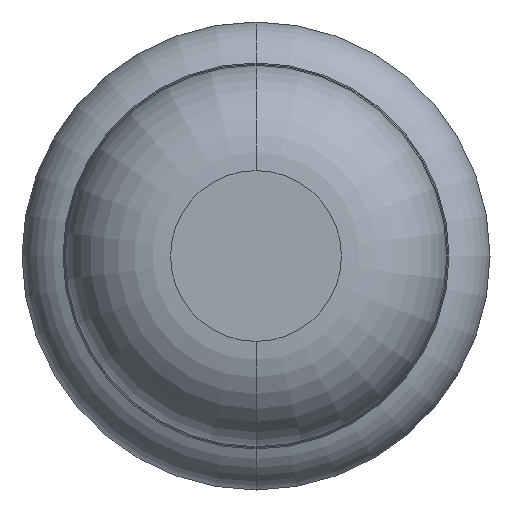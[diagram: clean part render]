
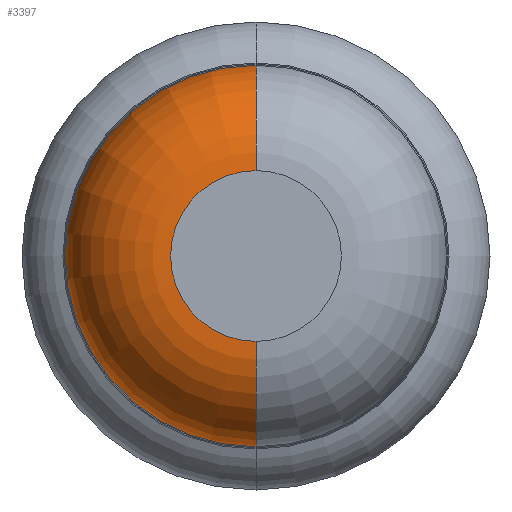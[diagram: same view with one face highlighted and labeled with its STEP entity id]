
A CAD part, front view. The second image highlights one B-rep face of the part: STEP entity #3397.
In plain terms, the highlighted toroidal (fillet/blend) face has major radius 0.365 mm and minor radius 0.45 mm.
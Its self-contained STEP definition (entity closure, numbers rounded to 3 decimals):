
#4 = DIRECTION ( 'NONE',  ( 0., 0., 1. ) ) ;
#211 = TOROIDAL_SURFACE ( 'NONE', #3622, 0.365, 0.45 ) ;
#238 = DIRECTION ( 'NONE',  ( 0., 0., 1. ) ) ;
#735 = DIRECTION ( 'NONE',  ( 0., 1., 0. ) ) ;
#835 = EDGE_CURVE ( 'Defeature ausgef�hrt1_3+Defeature ausgef�hrt1_2+Defeature ausgef�hrt1_2+Defeature ausgef�hrt1_2', #1250, #2980, #2267, .T. ) ;
#984 = VERTEX_POINT ( 'NONE', #2166 ) ;
#1086 = DIRECTION ( 'NONE',  ( -1., 0., 0. ) ) ;
#1210 = DIRECTION ( 'NONE',  ( 0., 1., 0. ) ) ;
#1250 = VERTEX_POINT ( 'NONE', #3798 ) ;
#1337 = DIRECTION ( 'NONE',  ( 0., 0., -1. ) ) ;
#1607 = VERTEX_POINT ( 'NONE', #2409 ) ;
#1722 = EDGE_CURVE ( 'Defeature ausgef�hrt1_4+Defeature ausgef�hrt1_3+Defeature ausgef�hrt1_3+Defeature ausgef�hrt1_3', #984, #1607, #4337, .T. ) ;
#1791 = ORIENTED_EDGE ( 'NONE', *, *, #3129, .F. ) ;
#2120 = ORIENTED_EDGE ( 'NONE', *, *, #4126, .T. ) ;
#2133 = DIRECTION ( 'NONE',  ( 0., 0., 1. ) ) ;
#2166 = CARTESIAN_POINT ( 'NONE',  ( 0., -34.45, -0.815 ) ) ;
#2219 = CARTESIAN_POINT ( 'NONE',  ( 0., -34.45, 0. ) ) ;
#2267 = CIRCLE ( 'NONE', #2726, 0.365 ) ;
#2335 = ORIENTED_EDGE ( 'NONE', *, *, #835, .T. ) ;
#2409 = CARTESIAN_POINT ( 'NONE',  ( 0., -34.45, 0.815 ) ) ;
#2436 = CARTESIAN_POINT ( 'NONE',  ( 0., -34.9, 0. ) ) ;
#2505 = AXIS2_PLACEMENT_3D ( 'NONE', #3173, #1086, #3531 ) ;
#2726 = AXIS2_PLACEMENT_3D ( 'NONE', #2436, #735, #2133 ) ;
#2842 = DIRECTION ( 'NONE',  ( 0., 1., 0. ) ) ;
#2977 = ORIENTED_EDGE ( 'NONE', *, *, #1722, .F. ) ;
#2980 = VERTEX_POINT ( 'NONE', #3384 ) ;
#3129 = EDGE_CURVE ( 'NONE', #1250, #984, #3170, .T. ) ;
#3170 = CIRCLE ( 'NONE', #3591, 0.45 ) ;
#3173 = CARTESIAN_POINT ( 'NONE',  ( 0., -34.45, 0.365 ) ) ;
#3384 = CARTESIAN_POINT ( 'NONE',  ( 0., -34.9, 0.365 ) ) ;
#3397 = ADVANCED_FACE ( 'Defeature ausgef�hrt1_3', ( #3949 ), #211, .T. ) ;
#3443 = CARTESIAN_POINT ( 'NONE',  ( 0., -34.45, -0.365 ) ) ;
#3505 = CARTESIAN_POINT ( 'NONE',  ( 0., -34.45, 0. ) ) ;
#3531 = DIRECTION ( 'NONE',  ( 0., 0., 1. ) ) ;
#3558 = AXIS2_PLACEMENT_3D ( 'NONE', #3505, #2842, #4 ) ;
#3591 = AXIS2_PLACEMENT_3D ( 'NONE', #3443, #4136, #1337 ) ;
#3622 = AXIS2_PLACEMENT_3D ( 'NONE', #2219, #1210, #238 ) ;
#3798 = CARTESIAN_POINT ( 'NONE',  ( 0., -34.9, -0.365 ) ) ;
#3949 = FACE_OUTER_BOUND ( 'NONE', #4072, .T. ) ;
#4072 = EDGE_LOOP ( 'NONE', ( #1791, #2335, #2120, #2977 ) ) ;
#4126 = EDGE_CURVE ( 'NONE', #2980, #1607, #4328, .T. ) ;
#4136 = DIRECTION ( 'NONE',  ( 1., 0., 0. ) ) ;
#4328 = CIRCLE ( 'NONE', #2505, 0.45 ) ;
#4337 = CIRCLE ( 'NONE', #3558, 0.815 ) ;
